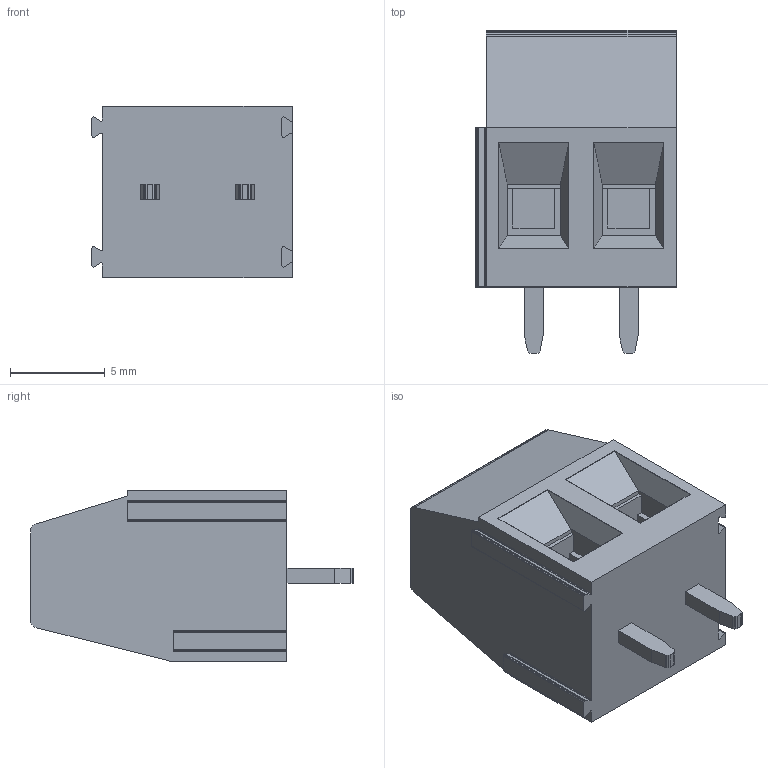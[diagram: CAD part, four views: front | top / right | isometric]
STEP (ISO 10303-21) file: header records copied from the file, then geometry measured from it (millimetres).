
FILE_DESCRIPTION(('STEP AP214'),'1');
FILE_NAME('terminal_blocks_a-tb500vi02h.stp','2017-04-01T09:50:14',('TraceParts'),('TraceParts S.A.'),'Spatial InterOp 3D',' ',' ');
FILE_SCHEMA(('automotive_design'));
Length unit declared in the file: millimetre
Products named in the file (1): terminal_blocks_a-tb500vi02h
Bounding box: 10.55 x 17 x 9.03 mm (x, y, z)
Volume: 990.7 mm3; surface area: 848.7 mm2
Topology: 1 solids, 1 shells, 175 faces, 473 edges, 310 vertices
Faces by surface type: plane 167, cylinder 8
Entity records: 6791 total; most frequent: CARTESIAN_POINT 959, ORIENTED_EDGE 946, DIRECTION 841, EDGE_CURVE 473, LINE 457, VECTOR 457, VERTEX_POINT 310, AXIS2_PLACEMENT_3D 192
